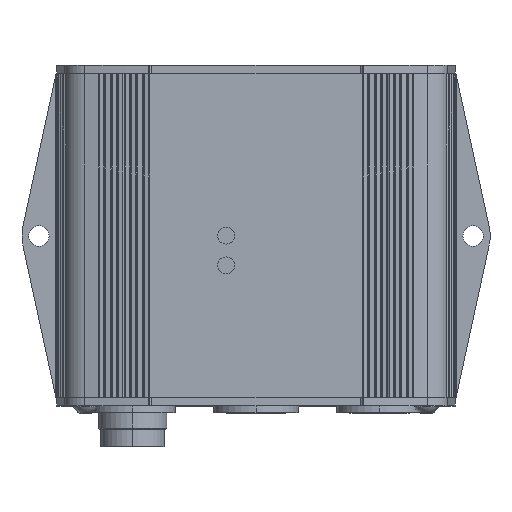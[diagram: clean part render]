
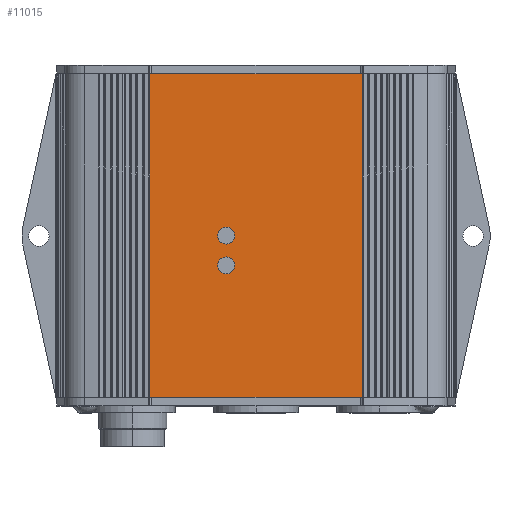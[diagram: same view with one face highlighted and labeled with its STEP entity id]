
A CAD part, top view. The second image highlights one B-rep face of the part: STEP entity #11015.
In plain terms, the highlighted planar face has unit normal (0, 0, 1).
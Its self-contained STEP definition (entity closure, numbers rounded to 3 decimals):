
#797=CARTESIAN_POINT('',(-9.0,37.,29.05));
#798=VERTEX_POINT('',#797);
#807=CARTESIAN_POINT('',(-5.0,37.,29.05));
#808=VERTEX_POINT('',#807);
#809=CARTESIAN_POINT('',(-7.0,37.,29.05));
#810=DIRECTION('',(0.0,0.0,-1.0));
#811=DIRECTION('',(-1.0,0.0,0.0));
#812=AXIS2_PLACEMENT_3D('',#809,#810,#811);
#813=CIRCLE('',#812,2.0);
#814=EDGE_CURVE('',#808,#798,#813,.T.);
#839=CARTESIAN_POINT('',(-9.0,30.,29.05));
#840=VERTEX_POINT('',#839);
#849=CARTESIAN_POINT('',(-5.0,30.,29.05));
#850=VERTEX_POINT('',#849);
#851=CARTESIAN_POINT('',(-7.0,30.,29.05));
#852=DIRECTION('',(0.0,0.0,-1.0));
#853=DIRECTION('',(-1.0,0.0,0.0));
#854=AXIS2_PLACEMENT_3D('',#851,#852,#853);
#855=CIRCLE('',#854,2.0);
#856=EDGE_CURVE('',#850,#840,#855,.T.);
#956=CARTESIAN_POINT('',(-7.0,30.,29.05));
#957=DIRECTION('',(0.0,0.0,-1.0));
#958=DIRECTION('',(-1.0,0.0,0.0));
#959=AXIS2_PLACEMENT_3D('',#956,#957,#958);
#960=CIRCLE('',#959,2.0);
#961=EDGE_CURVE('',#840,#850,#960,.T.);
#980=CARTESIAN_POINT('',(-7.0,37.,29.05));
#981=DIRECTION('',(0.0,0.0,-1.0));
#982=DIRECTION('',(-1.0,0.0,0.0));
#983=AXIS2_PLACEMENT_3D('',#980,#981,#982);
#984=CIRCLE('',#983,2.0);
#985=EDGE_CURVE('',#798,#808,#984,.T.);
#2847=CARTESIAN_POINT('',(-25.0,75.0,29.05));
#2848=VERTEX_POINT('',#2847);
#2855=CARTESIAN_POINT('',(25.0,75.0,29.05));
#2856=VERTEX_POINT('',#2855);
#2857=CARTESIAN_POINT('',(-25.0,75.0,29.05));
#2858=DIRECTION('',(1.0,0.0,0.0));
#2859=VECTOR('',#2858,50.0);
#2860=LINE('',#2857,#2859);
#2861=EDGE_CURVE('',#2848,#2856,#2860,.T.);
#6958=CARTESIAN_POINT('',(25.0,-1.,29.05));
#6959=VERTEX_POINT('',#6958);
#6966=CARTESIAN_POINT('',(-25.0,-1.,29.05));
#6967=VERTEX_POINT('',#6966);
#6968=CARTESIAN_POINT('',(25.0,-1.,29.05));
#6969=DIRECTION('',(-1.0,0.0,0.0));
#6970=VECTOR('',#6969,50.0);
#6971=LINE('',#6968,#6970);
#6972=EDGE_CURVE('',#6959,#6967,#6971,.T.);
#9609=CARTESIAN_POINT('',(-25.0,75.0,29.05));
#9610=DIRECTION('',(0.0,-1.0,0.0));
#9611=VECTOR('',#9610,76.);
#9612=LINE('',#9609,#9611);
#9613=EDGE_CURVE('',#2848,#6967,#9612,.T.);
#10991=CARTESIAN_POINT('',(25.0,75.0,29.05));
#10992=DIRECTION('',(0.0,0.0,-1.0));
#10993=DIRECTION('',(-1.0,0.0,0.0));
#10994=AXIS2_PLACEMENT_3D('',#10991,#10992,#10993);
#10995=PLANE('',#10994);
#10996=ORIENTED_EDGE('',*,*,#6972,.F.);
#10997=CARTESIAN_POINT('',(25.0,75.0,29.05));
#10998=DIRECTION('',(0.0,-1.0,0.0));
#10999=VECTOR('',#10998,76.);
#11000=LINE('',#10997,#10999);
#11001=EDGE_CURVE('',#2856,#6959,#11000,.T.);
#11002=ORIENTED_EDGE('',*,*,#11001,.F.);
#11003=ORIENTED_EDGE('',*,*,#2861,.F.);
#11004=ORIENTED_EDGE('',*,*,#9613,.T.);
#11005=EDGE_LOOP('',(#10996,#11002,#11003,#11004));
#11006=FACE_OUTER_BOUND('',#11005,.T.);
#11007=ORIENTED_EDGE('',*,*,#961,.T.);
#11008=ORIENTED_EDGE('',*,*,#856,.T.);
#11009=EDGE_LOOP('',(#11007,#11008));
#11010=FACE_BOUND('',#11009,.T.);
#11011=ORIENTED_EDGE('',*,*,#985,.T.);
#11012=ORIENTED_EDGE('',*,*,#814,.T.);
#11013=EDGE_LOOP('',(#11011,#11012));
#11014=FACE_BOUND('',#11013,.T.);
#11015=ADVANCED_FACE('',(#11006,#11010,#11014),#10995,.F.);
